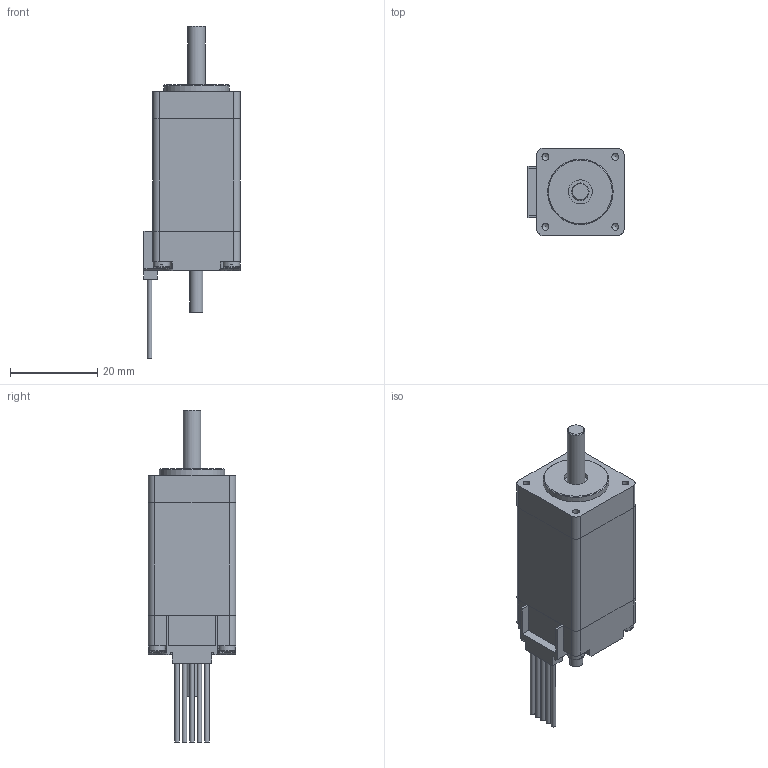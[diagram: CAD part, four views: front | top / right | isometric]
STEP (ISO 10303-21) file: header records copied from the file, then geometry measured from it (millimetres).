
FILE_DESCRIPTION((''),'2;1');
FILE_NAME('STEPPING_MOTOR_ST2018M.stp','2008-04-24T09:43:00',('wei_j'),(''),'Autodesk Inventor 2008','Autodesk Inventor 2008','');
FILE_SCHEMA(('AUTOMOTIVE_DESIGN { 1 0 10303 214 1 1 1 1 }'));
Length unit declared in the file: millimetre
Products named in the file (8): STEPPING_MOTOR_ST2018M; Stator_ST2018_M; Frontcap_ST2018; shaft_forward_ST2018; Endcap_ST2018; leads_4_ST2018; Schraubenkopf; shaft_rear_3x9.5
Assembly tree (10 placements, depth 2):
  STEPPING_MOTOR_ST2018M
    Stator_ST2018_M
    Frontcap_ST2018
    shaft_forward_ST2018
    Endcap_ST2018
    leads_4_ST2018
    Schraubenkopf  x4
    shaft_rear_3x9.5
Bounding box: 22 x 20 x 76 mm (x, y, z)
Volume: 16733.9 mm3; surface area: 7038.8 mm2
Topology: 14 solids, 14 shells, 176 faces, 417 edges, 277 vertices
Faces by surface type: plane 116, cylinder 28, bspline 18, torus 8, cone 6
Full cylindrical faces by diameter (mm): 1 x5, 3 x1, 3.8 x4, 4 x1, 15 x1
Entity records: 4582 total; most frequent: CARTESIAN_POINT 1023, DIRECTION 690, ORIENTED_EDGE 622, EDGE_CURVE 311, AXIS2_PLACEMENT_3D 234, VECTOR 222, LINE 222, VERTEX_POINT 219
